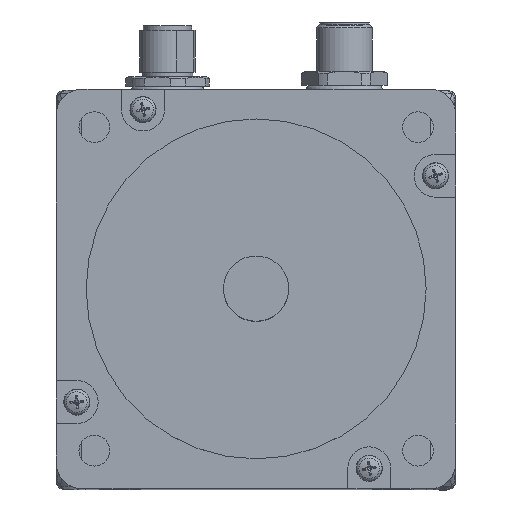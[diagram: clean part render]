
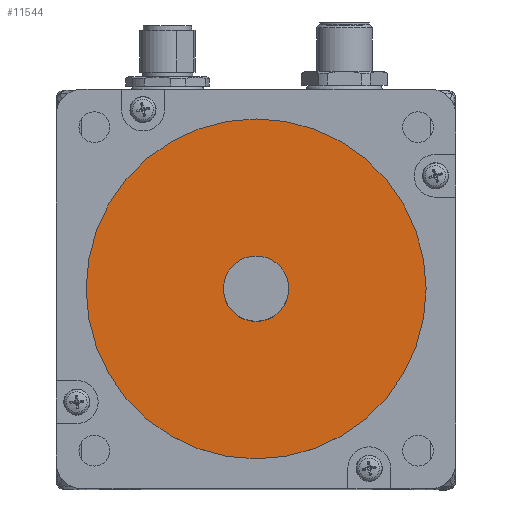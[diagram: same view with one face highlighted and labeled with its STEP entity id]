
A CAD part, top view. The second image highlights one B-rep face of the part: STEP entity #11544.
In plain terms, the highlighted planar face has unit normal (0, 0, 1).
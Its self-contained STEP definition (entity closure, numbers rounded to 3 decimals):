
#422=FACE_BOUND('',#2346,.T.);
#1632=FACE_OUTER_BOUND('',#2345,.T.);
#2345=EDGE_LOOP('',(#10025));
#2346=EDGE_LOOP('',(#10026));
#4314=CIRCLE('',#12725,36.513);
#4323=CIRCLE('',#12739,7.);
#5365=VERTEX_POINT('',#22976);
#5374=VERTEX_POINT('',#23004);
#6957=EDGE_CURVE('',#5365,#5365,#4314,.T.);
#6971=EDGE_CURVE('',#5374,#5374,#4323,.T.);
#10025=ORIENTED_EDGE('',*,*,#6957,.F.);
#10026=ORIENTED_EDGE('',*,*,#6971,.T.);
#10984=PLANE('',#12738);
#11544=ADVANCED_FACE('',(#1632,#422),#10984,.F.);
#12725=AXIS2_PLACEMENT_3D('',#22977,#15641,#15642);
#12738=AXIS2_PLACEMENT_3D('',#23003,#15672,#15673);
#12739=AXIS2_PLACEMENT_3D('',#23005,#15674,#15675);
#15641=DIRECTION('center_axis',(0.,0.,
-1.));
#15642=DIRECTION('ref_axis',(0.,1.,0.));
#15672=DIRECTION('center_axis',(0.,0.,
-1.));
#15673=DIRECTION('ref_axis',(0.,1.,0.));
#15674=DIRECTION('center_axis',(0.,0.,
-1.));
#15675=DIRECTION('ref_axis',(0.,1.,0.));
#22976=CARTESIAN_POINT('',(-7.417,-32.042,83.907));
#22977=CARTESIAN_POINT('Origin',(-7.417,4.47,83.907));
#23003=CARTESIAN_POINT('Origin',(-7.417,4.47,83.907));
#23004=CARTESIAN_POINT('',(-7.417,-2.53,83.907));
#23005=CARTESIAN_POINT('Origin',(-7.417,4.47,83.907));
